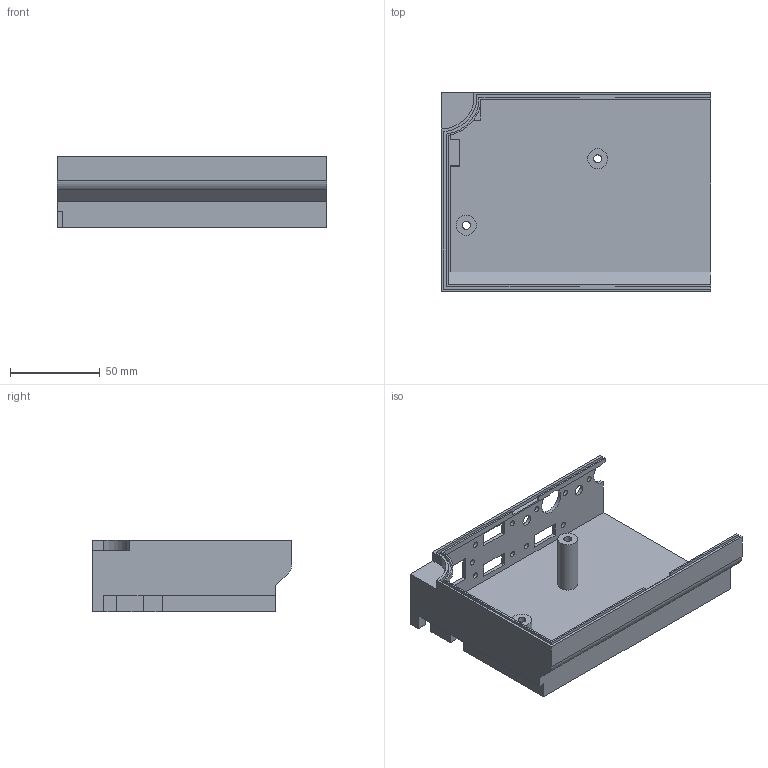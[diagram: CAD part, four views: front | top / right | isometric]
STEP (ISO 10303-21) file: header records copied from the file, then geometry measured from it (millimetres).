
FILE_DESCRIPTION(('FreeCAD Model'),'2;1');
FILE_NAME('Open CASCADE Shape Model','2024-01-29T02:56:52',(''),(''), 'Open CASCADE STEP processor 7.6','FreeCAD','Unknown');
FILE_SCHEMA(('AUTOMOTIVE_DESIGN { 1 0 10303 214 1 1 1 1 }'));
Length unit declared in the file: millimetre
Products named in the file (1): BottomLeft Body
Bounding box: 149.95 x 111 x 40 mm (x, y, z)
Volume: 70226.3 mm3; surface area: 68421.5 mm2
Topology: 1 solids, 1 shells, 122 faces, 337 edges, 217 vertices
Faces by surface type: plane 90, cylinder 27, bspline 3, cone 2
Full cylindrical faces by diameter (mm): 3.2 x11, 4.4 x2, 6 x2, 11 x2, 15 x1
Entity records: 8747 total; most frequent: CARTESIAN_POINT 1983, DIRECTION 1240, LINE 860, VECTOR 860, ORIENTED_EDGE 672, PCURVE 672, DEFINITIONAL_REPRESENTATION 672, EDGE_CURVE 336
